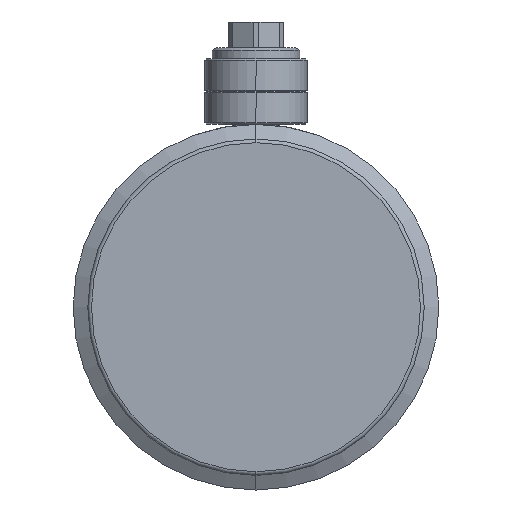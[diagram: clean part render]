
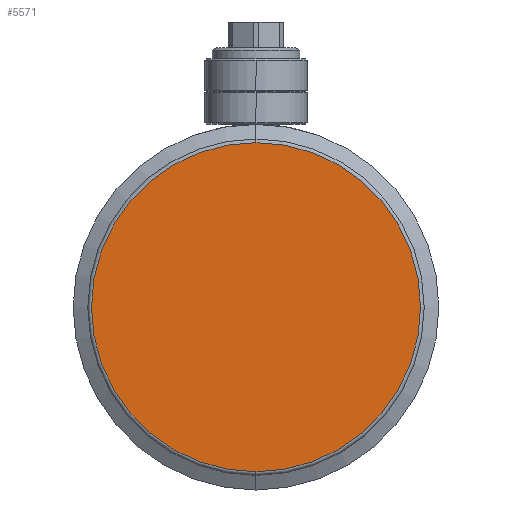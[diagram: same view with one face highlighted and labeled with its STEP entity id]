
A CAD part, left-side view. The second image highlights one B-rep face of the part: STEP entity #5571.
In plain terms, the highlighted planar face has unit normal (-1, 0, 0).
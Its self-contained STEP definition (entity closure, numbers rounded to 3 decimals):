
#42 = DIRECTION ( 'NONE',  ( -1., 0., 0. ) ) ;
#61 = AXIS2_PLACEMENT_3D ( 'NONE', #5003, #7365, #7921 ) ;
#409 = CARTESIAN_POINT ( 'NONE',  ( -28., 0., 0. ) ) ;
#658 = ORIENTED_EDGE ( 'NONE', *, *, #5808, .T. ) ;
#1951 = CARTESIAN_POINT ( 'NONE',  ( -28., 0., -45. ) ) ;
#2202 = VERTEX_POINT ( 'NONE', #3225 ) ;
#2495 = DIRECTION ( 'NONE',  ( -1., 0., 0. ) ) ;
#2586 = CIRCLE ( 'NONE', #61, 45. ) ;
#3225 = CARTESIAN_POINT ( 'NONE',  ( -28., 0., 45. ) ) ;
#3244 = DIRECTION ( 'NONE',  ( 0., 0., 1. ) ) ;
#3258 = ORIENTED_EDGE ( 'NONE', *, *, #6081, .T. ) ;
#3525 = PLANE ( 'NONE',  #4783 ) ;
#4062 = CIRCLE ( 'NONE', #4367, 45. ) ;
#4367 = AXIS2_PLACEMENT_3D ( 'NONE', #409, #2495, #3244 ) ;
#4604 = VERTEX_POINT ( 'NONE', #1951 ) ;
#4783 = AXIS2_PLACEMENT_3D ( 'NONE', #7840, #42, #6410 ) ;
#5003 = CARTESIAN_POINT ( 'NONE',  ( -28., 0., 0. ) ) ;
#5571 = ADVANCED_FACE ( 'NONE', ( #5662 ), #3525, .T. ) ;
#5662 = FACE_OUTER_BOUND ( 'NONE', #7176, .T. ) ;
#5808 = EDGE_CURVE ( 'NONE', #4604, #2202, #4062, .T. ) ;
#6081 = EDGE_CURVE ( 'NONE', #2202, #4604, #2586, .T. ) ;
#6410 = DIRECTION ( 'NONE',  ( 0., 0., 1. ) ) ;
#7176 = EDGE_LOOP ( 'NONE', ( #3258, #658 ) ) ;
#7365 = DIRECTION ( 'NONE',  ( -1., 0., 0. ) ) ;
#7840 = CARTESIAN_POINT ( 'NONE',  ( -28., 0., 45. ) ) ;
#7921 = DIRECTION ( 'NONE',  ( 0., 0., 1. ) ) ;
